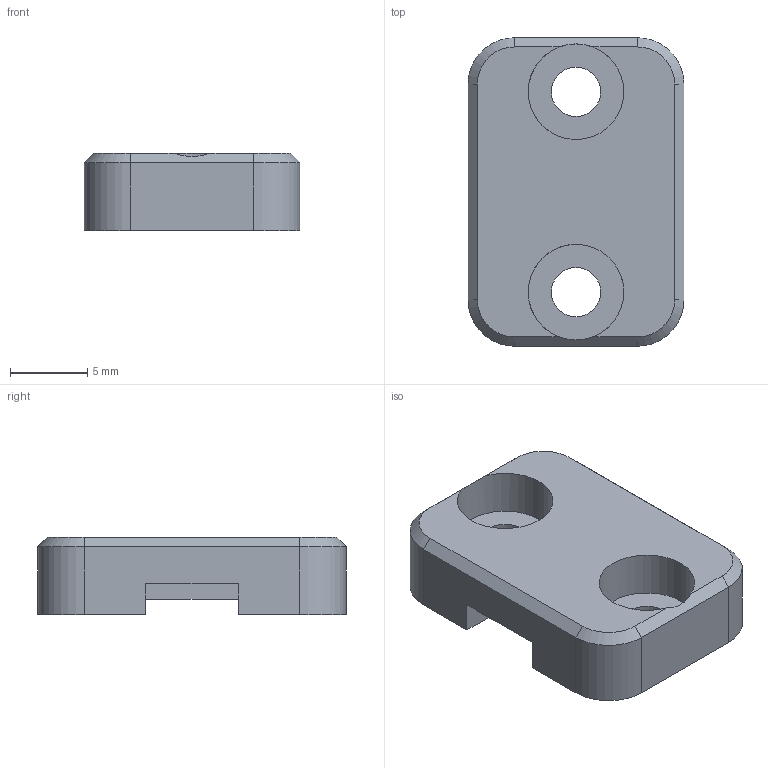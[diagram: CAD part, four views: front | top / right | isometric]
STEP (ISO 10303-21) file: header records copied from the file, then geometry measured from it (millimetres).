
FILE_DESCRIPTION(('FreeCAD Model'),'2;1');
FILE_NAME('Open CASCADE Shape Model','2022-11-11T20:44:00',('Author'),( ''),'Open CASCADE STEP processor 7.5','FreeCAD','Unknown');
FILE_SCHEMA(('AUTOMOTIVE_DESIGN { 1 0 10303 214 1 1 1 1 }'));
Length unit declared in the file: millimetre
Products named in the file (1): belt.clamp.x1
Bounding box: 14 x 20 x 5 mm (x, y, z)
Volume: 1011 mm3; surface area: 1062.3 mm2
Topology: 1 solids, 1 shells, 54 faces, 148 edges, 96 vertices
Faces by surface type: plane 42, cylinder 8, cone 4
Full cylindrical faces by diameter (mm): 3.2 x2, 6.2 x2
Entity records: 3644 total; most frequent: CARTESIAN_POINT 635, DIRECTION 558, LINE 382, VECTOR 382, ORIENTED_EDGE 296, PCURVE 296, DEFINITIONAL_REPRESENTATION 296, EDGE_CURVE 148
